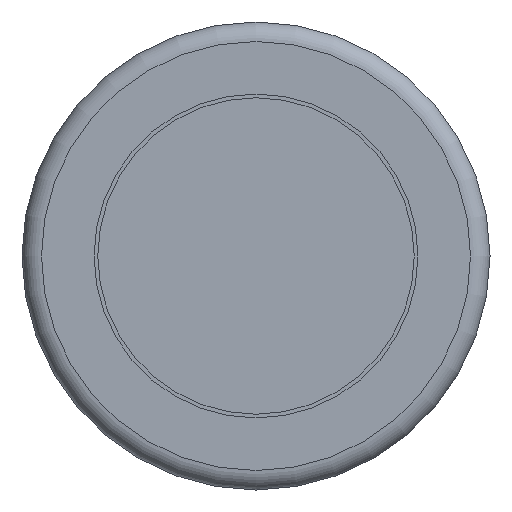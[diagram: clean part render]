
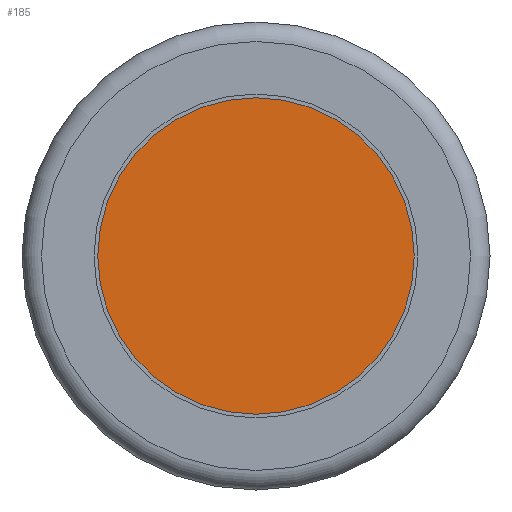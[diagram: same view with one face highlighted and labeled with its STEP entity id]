
A CAD part, front view. The second image highlights one B-rep face of the part: STEP entity #185.
In plain terms, the highlighted planar face has unit normal (0, -1, 0).
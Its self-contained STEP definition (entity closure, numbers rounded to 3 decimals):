
#20=PLANE('',#211);
#52=FACE_OUTER_BOUND('',#69,.T.);
#69=EDGE_LOOP('',(#146));
#96=CIRCLE('',#209,6.084);
#111=VERTEX_POINT('',#299);
#127=EDGE_CURVE('',#111,#111,#96,.T.);
#146=ORIENTED_EDGE('',*,*,#127,.T.);
#185=ADVANCED_FACE('',(#52),#20,.F.);
#209=AXIS2_PLACEMENT_3D('',#300,#241,#242);
#211=AXIS2_PLACEMENT_3D('',#303,#245,#246);
#241=DIRECTION('center_axis',(0.,-1.,0.));
#242=DIRECTION('ref_axis',(-1.,0.,0.));
#245=DIRECTION('center_axis',(0.,1.,0.));
#246=DIRECTION('ref_axis',(0.,0.,1.));
#299=CARTESIAN_POINT('',(6.084,-0.01,0.));
#300=CARTESIAN_POINT('Origin',(0.,-0.01,0.));
#303=CARTESIAN_POINT('Origin',(0.,-0.01,0.));
